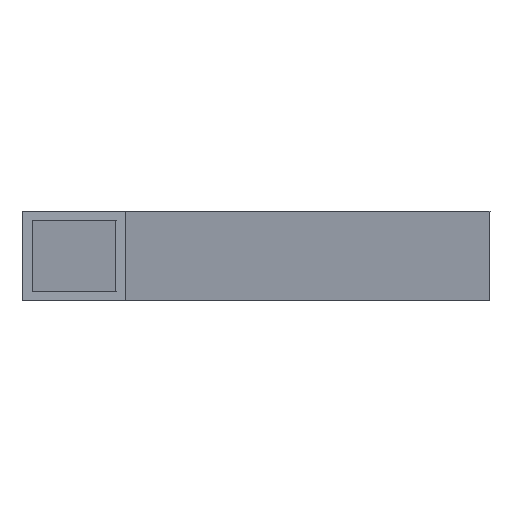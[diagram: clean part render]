
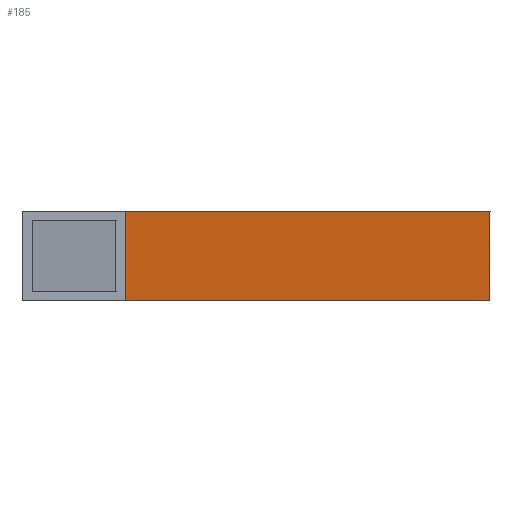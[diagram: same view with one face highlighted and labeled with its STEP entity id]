
A CAD part, left-side view. The second image highlights one B-rep face of the part: STEP entity #185.
In plain terms, the highlighted planar face has unit normal (-0.5, -0.866, 0).
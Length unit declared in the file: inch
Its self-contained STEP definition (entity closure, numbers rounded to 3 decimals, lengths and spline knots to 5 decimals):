
#17=FACE_OUTER_BOUND('',#27,.T.);
#27=EDGE_LOOP('',(#127,#128,#129,#130));
#39=LINE('',#263,#63);
#40=LINE('',#265,#64);
#41=LINE('',#267,#65);
#42=LINE('',#268,#66);
#63=VECTOR('',#217,10.15662);
#64=VECTOR('',#218,1.25);
#65=VECTOR('',#219,10.15662);
#66=VECTOR('',#220,1.25);
#87=VERTEX_POINT('',#261);
#88=VERTEX_POINT('',#262);
#89=VERTEX_POINT('',#264);
#90=VERTEX_POINT('',#266);
#103=EDGE_CURVE('',#87,#88,#39,.T.);
#104=EDGE_CURVE('',#88,#89,#40,.T.);
#105=EDGE_CURVE('',#90,#89,#41,.T.);
#106=EDGE_CURVE('',#87,#90,#42,.T.);
#127=ORIENTED_EDGE('',*,*,#103,.T.);
#128=ORIENTED_EDGE('',*,*,#104,.T.);
#129=ORIENTED_EDGE('',*,*,#105,.F.);
#130=ORIENTED_EDGE('',*,*,#106,.F.);
#175=PLANE('',#203);
#185=ADVANCED_FACE('',(#17),#175,.T.);
#203=AXIS2_PLACEMENT_3D('',#260,#215,#216);
#215=DIRECTION('center_axis',(-0.5,-0.866,0.));
#216=DIRECTION('ref_axis',(0.,0.,-1.));
#217=DIRECTION('',(-0.866,0.5,0.));
#218=DIRECTION('',(0.,0.,-1.));
#219=DIRECTION('',(-0.866,0.5,0.));
#220=DIRECTION('',(0.,0.,-1.));
#260=CARTESIAN_POINT('Origin',(17052.14212,-9834.90222,71.19382));
#261=CARTESIAN_POINT('',(8.79589,5.07831,72.));
#262=CARTESIAN_POINT('',(0.,10.15662,72.));
#263=CARTESIAN_POINT('',(8.79589,5.07831,72.));
#264=CARTESIAN_POINT('',(0.,10.15662,70.75));
#265=CARTESIAN_POINT('',(0.,10.15662,72.));
#266=CARTESIAN_POINT('',(8.79589,5.07831,70.75));
#267=CARTESIAN_POINT('',(8.79589,5.07831,70.75));
#268=CARTESIAN_POINT('',(8.79589,5.07831,72.));
